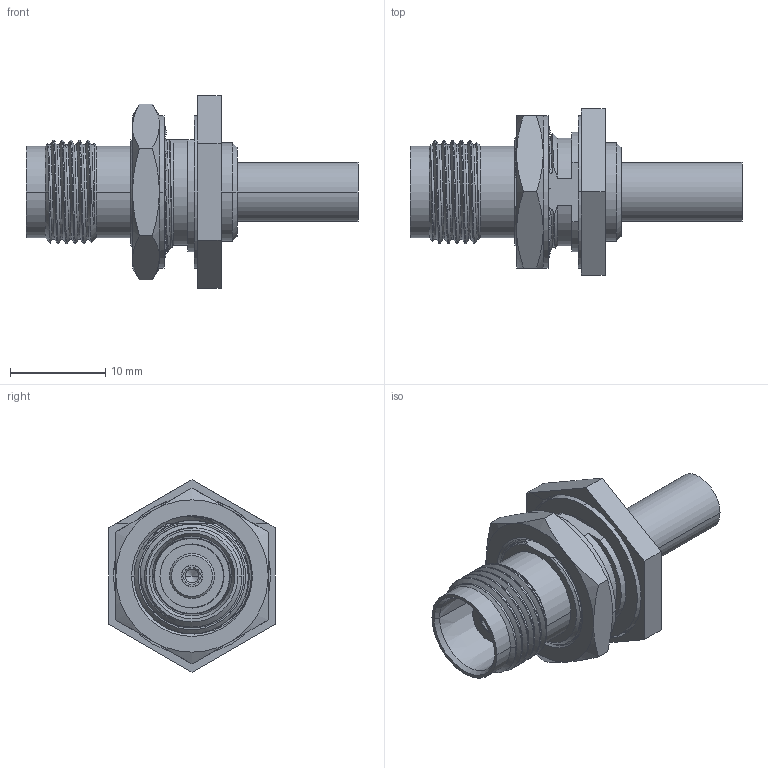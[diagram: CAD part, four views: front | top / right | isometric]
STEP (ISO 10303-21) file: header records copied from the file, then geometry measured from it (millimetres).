
FILE_DESCRIPTION((''),'2;1');
FILE_NAME('31-6824_SW0003','2018-05-24T',('Krishnaprasath'),(''),'CREO PARAMETRIC BY PTC INC, 2017020','CREO PARAMETRIC BY PTC INC, 2017020','');
FILE_SCHEMA(('CONFIG_CONTROL_DESIGN'));
Length unit declared in the file: inch
Products named in the file (1): 31-6824_SW0003
Bounding box: 34.88 x 17.5 x 20.21 mm (x, y, z)
Volume: 2609.3 mm3; surface area: 2845.8 mm2
Topology: 1 solids, 1 shells, 577 faces, 1707 edges, 1138 vertices
Faces by surface type: plane 250, cone 125, bspline 119, cylinder 83
Entity records: 29158 total; most frequent: CARTESIAN_POINT 14594, ORIENTED_EDGE 3410, DIRECTION 2517, EDGE_CURVE 1705, VERTEX_POINT 1138, VECTOR 869, LINE 869, AXIS2_PLACEMENT_3D 824
